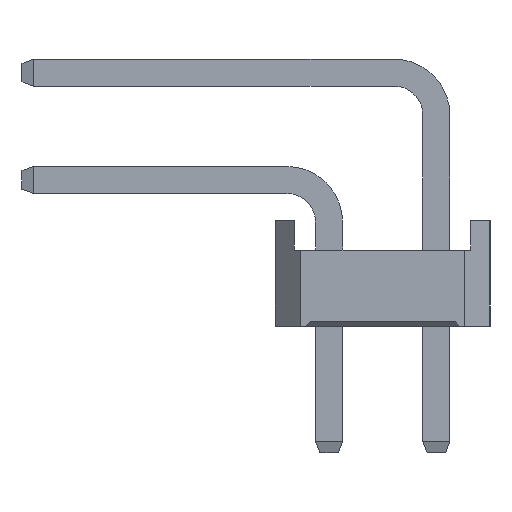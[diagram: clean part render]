
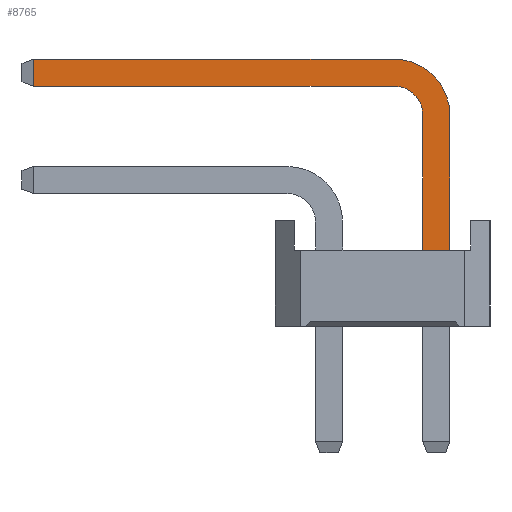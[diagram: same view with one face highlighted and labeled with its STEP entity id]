
A CAD part, left-side view. The second image highlights one B-rep face of the part: STEP entity #8765.
In plain terms, the highlighted planar face has unit normal (-1, 0, 0).
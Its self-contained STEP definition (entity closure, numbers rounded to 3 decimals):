
#8765=ADVANCED_FACE('',(#28530),#28532,.T.);
#28530=FACE_BOUND('',#28531,.T.);
#28531=EDGE_LOOP('',(#44127,#44128,#44129,#44130,#44131,#44132,#44133,#44134));
#28532=PLANE('',#28533);
#28533=AXIS2_PLACEMENT_3D('',#28534,#28535,#28536);
#28534=CARTESIAN_POINT('',(-0.32,-2.22,-3.));
#28535=DIRECTION('',(-1.,0.,0.));
#28536=DIRECTION('',(0.,-1.,0.));
#44127=ORIENTED_EDGE('',*,*,#53666,.F.);
#44128=ORIENTED_EDGE('',*,*,#53667,.F.);
#44129=ORIENTED_EDGE('',*,*,#53668,.F.);
#44130=ORIENTED_EDGE('',*,*,#53669,.F.);
#44131=ORIENTED_EDGE('',*,*,#51169,.T.);
#44132=ORIENTED_EDGE('',*,*,#53665,.T.);
#44133=ORIENTED_EDGE('',*,*,#53670,.T.);
#44134=ORIENTED_EDGE('',*,*,#53671,.T.);
#51169=EDGE_CURVE('',#58158,#58156,#58159,.T.);
#53665=EDGE_CURVE('',#58156,#62100,#62102,.T.);
#53666=EDGE_CURVE('',#62103,#62104,#62105,.T.);
#53667=EDGE_CURVE('',#62106,#62103,#62107,.T.);
#53668=EDGE_CURVE('',#62108,#62106,#62109,.T.);
#53669=EDGE_CURVE('',#58158,#62108,#62110,.T.);
#53670=EDGE_CURVE('',#62100,#62111,#62112,.T.);
#53671=EDGE_CURVE('',#62111,#62104,#62113,.T.);
#58156=VERTEX_POINT('',#69964);
#58158=VERTEX_POINT('',#69968);
#58159=LINE('',#69969,#69970);
#62100=VERTEX_POINT('',#79062);
#62102=LINE('',#79066,#79067);
#62103=VERTEX_POINT('',#79069);
#62104=VERTEX_POINT('',#79070);
#62105=LINE('',#79071,#79072);
#62106=VERTEX_POINT('',#79074);
#62107=LINE('',#79075,#79076);
#62108=VERTEX_POINT('',#79078);
#62109=CIRCLE('',#79079,0.68);
#62110=LINE('',#79083,#79084);
#62111=VERTEX_POINT('',#79086);
#62112=CIRCLE('',#79087,1.32);
#62113=LINE('',#79091,#79092);
#69964=CARTESIAN_POINT('',(-0.32,-2.86,1.8));
#69968=CARTESIAN_POINT('',(-0.32,-2.22,1.8));
#69969=CARTESIAN_POINT('',(-0.32,-2.22,1.8));
#69970=VECTOR('',#69971,1.);
#69971=DIRECTION('',(0.,-1.,0.));
#79062=CARTESIAN_POINT('',(-0.32,-2.86,5.));
#79066=CARTESIAN_POINT('',(-0.32,-2.86,1.8));
#79067=VECTOR('',#79068,1.);
#79068=DIRECTION('',(0.,0.,1.));
#79069=CARTESIAN_POINT('',(-0.32,6.995,5.68));
#79070=CARTESIAN_POINT('',(-0.32,6.995,6.32));
#79071=CARTESIAN_POINT('',(-0.32,6.995,5.68));
#79072=VECTOR('',#79073,1.);
#79073=DIRECTION('',(0.,0.,1.));
#79074=CARTESIAN_POINT('',(-0.32,-1.54,5.68));
#79075=CARTESIAN_POINT('',(-0.32,-1.54,5.68));
#79076=VECTOR('',#79077,1.);
#79077=DIRECTION('',(0.,1.,0.));
#79078=CARTESIAN_POINT('',(-0.32,-2.22,5.));
#79079=AXIS2_PLACEMENT_3D('',#79080,#79081,#79082);
#79080=CARTESIAN_POINT('',(-0.32,-1.54,5.));
#79081=DIRECTION('',(-1.,-0.,0.));
#79082=DIRECTION('',(0.,-1.,0.));
#79083=CARTESIAN_POINT('',(-0.32,-2.22,1.8));
#79084=VECTOR('',#79085,1.);
#79085=DIRECTION('',(0.,0.,1.));
#79086=CARTESIAN_POINT('',(-0.32,-1.54,6.32));
#79087=AXIS2_PLACEMENT_3D('',#79088,#79089,#79090);
#79088=CARTESIAN_POINT('',(-0.32,-1.54,5.));
#79089=DIRECTION('',(-1.,-0.,0.));
#79090=DIRECTION('',(0.,-1.,0.));
#79091=CARTESIAN_POINT('',(-0.32,-1.54,6.32));
#79092=VECTOR('',#79093,1.);
#79093=DIRECTION('',(0.,1.,0.));
